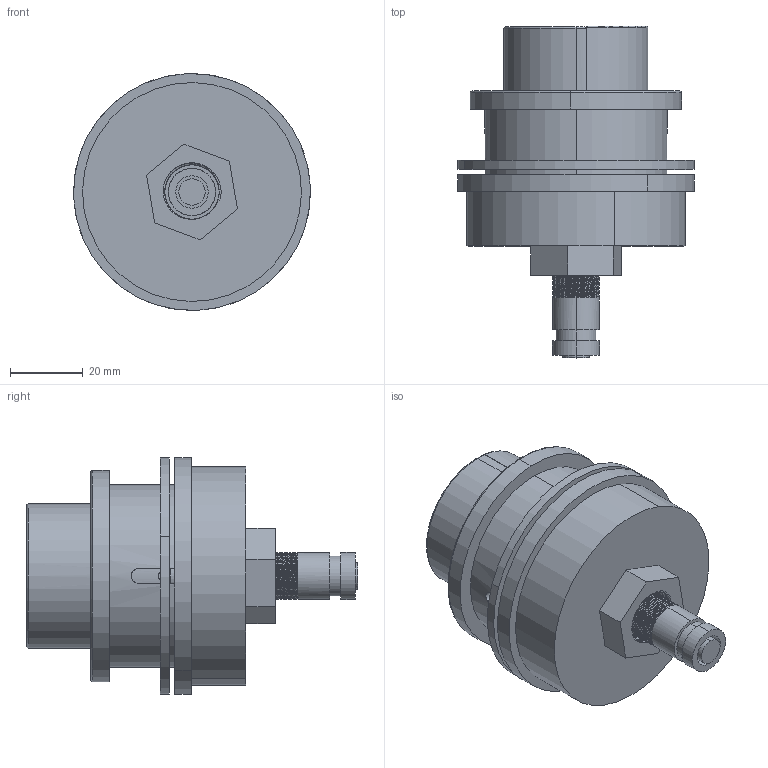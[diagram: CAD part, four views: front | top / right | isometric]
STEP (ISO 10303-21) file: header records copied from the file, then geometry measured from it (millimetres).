
FILE_DESCRIPTION (( 'STEP AP214' ), '1' );
FILE_NAME ('HC2030FB_STEP_v121024.STEP', '2024-10-01T10:31:36', ( '' ), ( '' ), 'SwSTEP 2.0', 'SolidWorks 2019', '' );
FILE_SCHEMA (( 'AUTOMOTIVE_DESIGN' ));
Length unit declared in the file: millimetre
Products named in the file (10): Housing_v11; fixing nut_v7; Spring_v9; Flush plate ring_v9; HC2030FB_STEP_v121024; Internal sleeve_v9; Full flush button_v11; mounting ring_New washer; mounting ring_NEW Rubber washer; Half flush button_v11
Assembly tree (9 placements, depth 2):
  HC2030FB_STEP_v121024
    Housing_v11
    Spring_v9
    Full flush button_v11
    Internal sleeve_v9
    Half flush button_v11
    Flush plate ring_v9
    fixing nut_v7
    mounting ring_New washer
    mounting ring_NEW Rubber washer
Bounding box: 65 x 91 x 65 mm (x, y, z)
Volume: 110940.5 mm3; surface area: 59909.8 mm2
Topology: 9 solids, 9 shells, 294 faces, 750 edges, 490 vertices
Faces by surface type: cylinder 206, plane 59, torus 18, bspline 11
Entity records: 19978 total; most frequent: CARTESIAN_POINT 13160, ORIENTED_EDGE 1500, DIRECTION 1211, EDGE_CURVE 750, VERTEX_POINT 490, AXIS2_PLACEMENT_3D 473, EDGE_LOOP 334, ADVANCED_FACE 294
